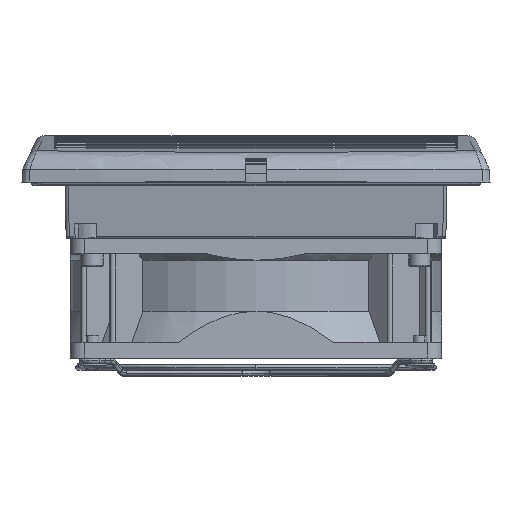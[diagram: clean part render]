
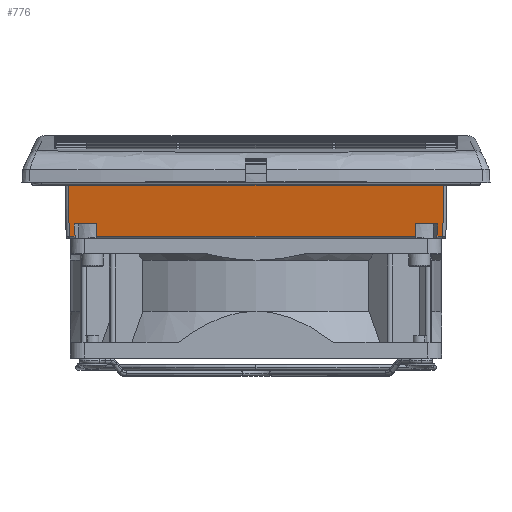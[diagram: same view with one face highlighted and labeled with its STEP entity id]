
A CAD part, top view. The second image highlights one B-rep face of the part: STEP entity #776.
In plain terms, the highlighted planar face has unit normal (0, -0.156, 0.988).
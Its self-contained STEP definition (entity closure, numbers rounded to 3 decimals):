
#776=ADVANCED_FACE('',(#2996),#2997,.T.);
#2996=FACE_OUTER_BOUND('',#7583,.T.);
#2997=PLANE('',#7584);
#7583=EDGE_LOOP('',(#15712,#15713,#15714,#15715,#15716,#15717,#15718,#15719,#15720,#15721,#15722,#15723));
#7584=AXIS2_PLACEMENT_3D('',#15724,#15725,#15726);
#15712=ORIENTED_EDGE('',*,*,#24949,.T.);
#15713=ORIENTED_EDGE('',*,*,#24932,.F.);
#15714=ORIENTED_EDGE('',*,*,#24950,.T.);
#15715=ORIENTED_EDGE('',*,*,#24951,.F.);
#15716=ORIENTED_EDGE('',*,*,#24952,.T.);
#15717=ORIENTED_EDGE('',*,*,#24953,.T.);
#15718=ORIENTED_EDGE('',*,*,#24954,.F.);
#15719=ORIENTED_EDGE('',*,*,#24955,.F.);
#15720=ORIENTED_EDGE('',*,*,#24956,.T.);
#15721=ORIENTED_EDGE('',*,*,#24957,.T.);
#15722=ORIENTED_EDGE('',*,*,#24958,.F.);
#15723=ORIENTED_EDGE('',*,*,#24959,.F.);
#15724=CARTESIAN_POINT('',(-64.945,58.6,63.2));
#15725=DIRECTION('',(0.0,-0.156,0.988));
#15726=DIRECTION('',(-1.0,0.0,0.0));
#24932=EDGE_CURVE('',#30967,#30954,#30969,.T.);
#24949=EDGE_CURVE('',#31002,#30954,#31003,.T.);
#24950=EDGE_CURVE('',#30967,#31004,#31005,.T.);
#24951=EDGE_CURVE('',#31006,#31004,#31007,.T.);
#24952=EDGE_CURVE('',#31006,#31008,#31009,.T.);
#24953=EDGE_CURVE('',#31008,#31010,#31011,.T.);
#24954=EDGE_CURVE('',#31012,#31010,#31013,.T.);
#24955=EDGE_CURVE('',#31014,#31012,#31015,.T.);
#24956=EDGE_CURVE('',#31014,#31016,#31017,.T.);
#24957=EDGE_CURVE('',#31016,#31018,#31019,.T.);
#24958=EDGE_CURVE('',#31020,#31018,#31021,.T.);
#24959=EDGE_CURVE('',#31002,#31020,#31022,.T.);
#30954=VERTEX_POINT('',#42729);
#30967=VERTEX_POINT('',#42757);
#30969=LINE('',#42763,#42764);
#31002=VERTEX_POINT('',#42809);
#31003=LINE('',#42810,#42811);
#31004=VERTEX_POINT('',#42812);
#31005=LINE('',#42813,#42814);
#31006=VERTEX_POINT('',#42815);
#31007=LINE('',#42816,#42817);
#31008=VERTEX_POINT('',#42818);
#31009=LINE('',#42819,#42820);
#31010=VERTEX_POINT('',#42821);
#31011=LINE('',#42822,#42823);
#31012=VERTEX_POINT('',#42824);
#31013=LINE('',#42825,#42826);
#31014=VERTEX_POINT('',#42827);
#31015=LINE('',#42828,#42829);
#31016=VERTEX_POINT('',#42830);
#31017=LINE('',#42831,#42832);
#31018=VERTEX_POINT('',#42833);
#31019=LINE('',#42834,#42835);
#31020=VERTEX_POINT('',#42836);
#31021=LINE('',#42837,#42838);
#31022=LINE('',#42839,#42840);
#42729=CARTESIAN_POINT('',(60.164,56.4,62.852));
#42757=CARTESIAN_POINT('',(-60.164,56.4,62.852));
#42763=CARTESIAN_POINT('',(-60.164,56.4,62.852));
#42764=VECTOR('',#51352,120.328);
#42809=CARTESIAN_POINT('',(59.86,38.99,60.094));
#42810=CARTESIAN_POINT('',(59.86,38.99,60.094));
#42811=VECTOR('',#51377,17.629);
#42812=CARTESIAN_POINT('',(-59.86,38.99,60.094));
#42813=CARTESIAN_POINT('',(-60.164,56.4,62.852));
#42814=VECTOR('',#51378,17.629);
#42815=CARTESIAN_POINT('',(-57.985,38.99,60.094));
#42816=CARTESIAN_POINT('',(-57.985,38.99,60.094));
#42817=VECTOR('',#51379,1.875);
#42818=CARTESIAN_POINT('',(-58.259,43.0,60.729));
#42819=CARTESIAN_POINT('',(-57.985,38.99,60.094));
#42820=VECTOR('',#51380,4.069);
#42821=CARTESIAN_POINT('',(-51.049,43.0,60.729));
#42822=CARTESIAN_POINT('',(-58.259,43.0,60.729));
#42823=VECTOR('',#51381,7.21);
#42824=CARTESIAN_POINT('',(-51.019,38.984,60.093));
#42825=CARTESIAN_POINT('',(-51.019,38.984,60.093));
#42826=VECTOR('',#51382,4.066);
#42827=CARTESIAN_POINT('',(51.019,38.984,60.093));
#42828=CARTESIAN_POINT('',(51.019,38.984,60.093));
#42829=VECTOR('',#51383,102.038);
#42830=CARTESIAN_POINT('',(51.049,43.0,60.729));
#42831=CARTESIAN_POINT('',(51.019,38.984,60.093));
#42832=VECTOR('',#51384,4.066);
#42833=CARTESIAN_POINT('',(58.259,43.0,60.729));
#42834=CARTESIAN_POINT('',(51.049,43.0,60.729));
#42835=VECTOR('',#51385,7.21);
#42836=CARTESIAN_POINT('',(57.985,38.99,60.094));
#42837=CARTESIAN_POINT('',(57.985,38.99,60.094));
#42838=VECTOR('',#51386,4.069);
#42839=CARTESIAN_POINT('',(59.86,38.99,60.094));
#42840=VECTOR('',#51387,1.875);
#51352=DIRECTION('',(1.0,0.0,0.0));
#51377=DIRECTION('',(0.017,0.988,0.156));
#51378=DIRECTION('',(0.017,-0.988,-0.156));
#51379=DIRECTION('',(-1.,0.,0.));
#51380=DIRECTION('',(-0.067,0.985,0.156));
#51381=DIRECTION('',(1.0,0.0,0.0));
#51382=DIRECTION('',(-0.007,0.988,0.156));
#51383=DIRECTION('',(-1.0,0.,0.));
#51384=DIRECTION('',(0.007,0.988,0.156));
#51385=DIRECTION('',(1.0,0.0,0.0));
#51386=DIRECTION('',(0.067,0.985,0.156));
#51387=DIRECTION('',(-1.,0.,0.));
